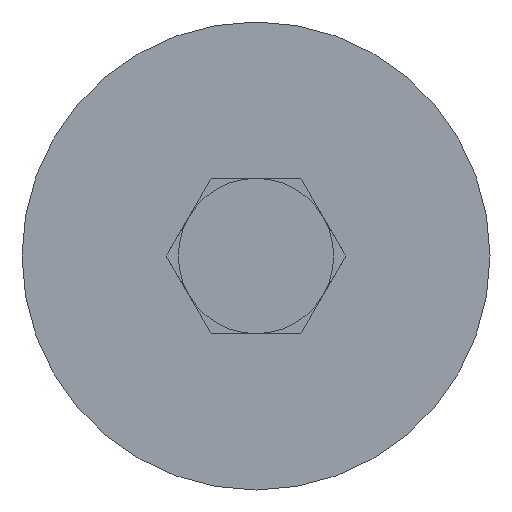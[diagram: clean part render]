
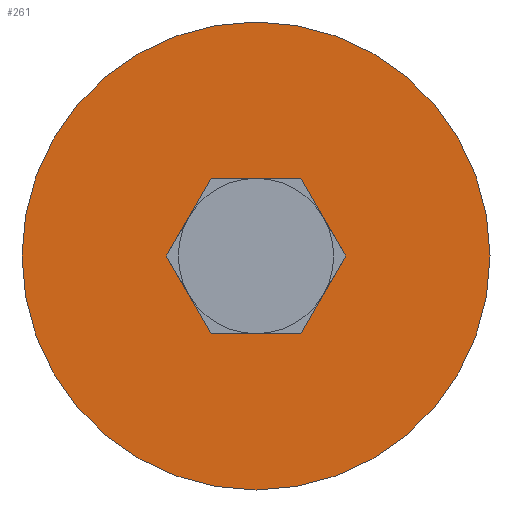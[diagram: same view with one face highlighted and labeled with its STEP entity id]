
A CAD part, left-side view. The second image highlights one B-rep face of the part: STEP entity #261.
In plain terms, the highlighted planar face has unit normal (-1, 0, 0).
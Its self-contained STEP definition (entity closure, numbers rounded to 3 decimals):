
#195=CARTESIAN_POINT('',(0.,0.,0.));
#196=DIRECTION('',(1.,0.,0.));
#197=DIRECTION('',(0.,0.,-1.));
#198=AXIS2_PLACEMENT_3D('',#195,#196,#197);
#199=PLANE('',#198);
#200=CARTESIAN_POINT('',(0.,-0.,-3.765));
#201=VERTEX_POINT('',#200);
#202=CARTESIAN_POINT('',(0.,0.,0.));
#203=DIRECTION('',(1.,0.,0.));
#204=DIRECTION('',(0.,0.,-1.));
#205=AXIS2_PLACEMENT_3D('',#202,#203,#204);
#206=CIRCLE('',#205,3.765);
#207=EDGE_CURVE('',#201,#201,#206,.T.);
#208=ORIENTED_EDGE('',*,*,#207,.F.);
#209=EDGE_LOOP('',(#208));
#210=FACE_BOUND('',#209,.T.);
#211=CARTESIAN_POINT('',(0.,-0.722,-1.25));
#212=VERTEX_POINT('',#211);
#213=CARTESIAN_POINT('',(0.,-1.443,0.));
#214=VERTEX_POINT('',#213);
#215=CARTESIAN_POINT('',(0.,-0.722,-1.25));
#216=DIRECTION('',(0.,-0.5,0.866));
#217=VECTOR('',#216,1.443);
#218=LINE('',#215,#217);
#219=EDGE_CURVE('',#212,#214,#218,.T.);
#220=ORIENTED_EDGE('',*,*,#219,.F.);
#221=CARTESIAN_POINT('',(0.,0.722,-1.25));
#222=VERTEX_POINT('',#221);
#223=CARTESIAN_POINT('',(0.,0.722,-1.25));
#224=DIRECTION('',(0.,-1.,0.));
#225=VECTOR('',#224,1.443);
#226=LINE('',#223,#225);
#227=EDGE_CURVE('',#222,#212,#226,.T.);
#228=ORIENTED_EDGE('',*,*,#227,.F.);
#229=CARTESIAN_POINT('',(0.,1.443,-0.));
#230=VERTEX_POINT('',#229);
#231=CARTESIAN_POINT('',(0.,1.443,0.));
#232=DIRECTION('',(0.,-0.5,-0.866));
#233=VECTOR('',#232,1.443);
#234=LINE('',#231,#233);
#235=EDGE_CURVE('',#230,#222,#234,.T.);
#236=ORIENTED_EDGE('',*,*,#235,.F.);
#237=CARTESIAN_POINT('',(0.,0.722,1.25));
#238=VERTEX_POINT('',#237);
#239=CARTESIAN_POINT('',(0.,0.722,1.25));
#240=DIRECTION('',(0.,0.5,-0.866));
#241=VECTOR('',#240,1.443);
#242=LINE('',#239,#241);
#243=EDGE_CURVE('',#238,#230,#242,.T.);
#244=ORIENTED_EDGE('',*,*,#243,.F.);
#245=CARTESIAN_POINT('',(0.,-0.722,1.25));
#246=VERTEX_POINT('',#245);
#247=CARTESIAN_POINT('',(0.,-0.722,1.25));
#248=DIRECTION('',(0.,1.,0.));
#249=VECTOR('',#248,1.443);
#250=LINE('',#247,#249);
#251=EDGE_CURVE('',#246,#238,#250,.T.);
#252=ORIENTED_EDGE('',*,*,#251,.F.);
#253=CARTESIAN_POINT('',(0.,-1.443,-0.));
#254=DIRECTION('',(0.,0.5,0.866));
#255=VECTOR('',#254,1.443);
#256=LINE('',#253,#255);
#257=EDGE_CURVE('',#214,#246,#256,.T.);
#258=ORIENTED_EDGE('',*,*,#257,.F.);
#259=EDGE_LOOP('',(#220,#228,#236,#244,#252,#258));
#260=FACE_BOUND('',#259,.T.);
#261=ADVANCED_FACE('',(#210,#260),#199,.F.);
